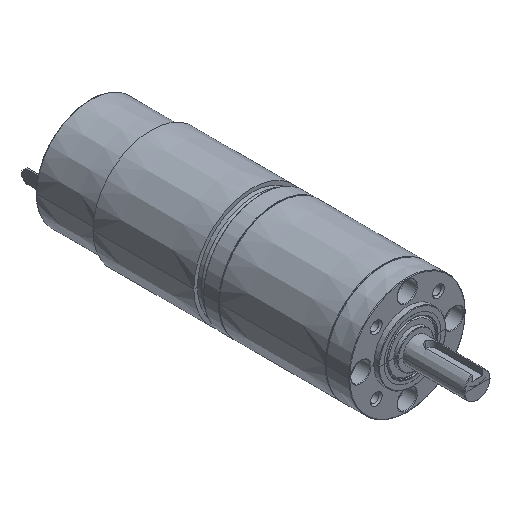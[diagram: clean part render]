
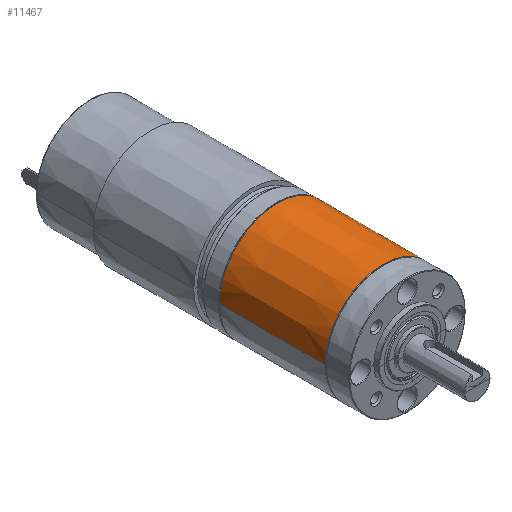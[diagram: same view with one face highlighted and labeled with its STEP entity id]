
A CAD part, isometric view. The second image highlights one B-rep face of the part: STEP entity #11467.
In plain terms, the highlighted conical face has half-angle 0.002 degrees and reference radius 22.499 mm.
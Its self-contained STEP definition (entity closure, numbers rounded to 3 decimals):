
#816 = DIRECTION ( 'NONE',  ( 0., -1., 0. ) ) ;
#2094 = ORIENTED_EDGE ( 'NONE', *, *, #5005, .F. ) ;
#3157 = CARTESIAN_POINT ( 'NONE',  ( 0.001, 36.301, 0. ) ) ;
#3532 = CARTESIAN_POINT ( 'NONE',  ( 22.5, 77.3, 0. ) ) ;
#5005 = EDGE_CURVE ( 'NONE', #13822, #22833, #11923, .T. ) ;
#5468 = CIRCLE ( 'NONE', #15061, 22.499 ) ;
#6317 = VECTOR ( 'NONE', #816, 1000. ) ;
#6752 = AXIS2_PLACEMENT_3D ( 'NONE', #14177, #21306, #7172 ) ;
#7172 = DIRECTION ( 'NONE',  ( 1., 0., 0. ) ) ;
#7754 = VERTEX_POINT ( 'NONE', #16007 ) ;
#8047 = CONICAL_SURFACE ( 'NONE', #12747, 22.499, 0. ) ;
#8498 = DIRECTION ( 'NONE',  ( 0., 1., 0. ) ) ;
#8838 = VERTEX_POINT ( 'NONE', #9995 ) ;
#9995 = CARTESIAN_POINT ( 'NONE',  ( -22.498, 36.401, 0. ) ) ;
#11340 = VECTOR ( 'NONE', #16448, 1000. ) ;
#11467 = ADVANCED_FACE ( 'NONE', ( #23010 ), #8047, .T. ) ;
#11898 = EDGE_LOOP ( 'NONE', ( #16416, #17007, #16442, #2094 ) ) ;
#11923 = LINE ( 'NONE', #12853, #11340 ) ;
#11945 = CARTESIAN_POINT ( 'NONE',  ( 0.001, 36.401, 0. ) ) ;
#12747 = AXIS2_PLACEMENT_3D ( 'NONE', #3157, #22920, #20947 ) ;
#12853 = CARTESIAN_POINT ( 'NONE',  ( 22.5, 36.3, 0. ) ) ;
#13010 = CIRCLE ( 'NONE', #6752, 22.498 ) ;
#13182 = CARTESIAN_POINT ( 'NONE',  ( -22.498, 36.301, 0. ) ) ;
#13822 = VERTEX_POINT ( 'NONE', #3532 ) ;
#14177 = CARTESIAN_POINT ( 'NONE',  ( 0.002, 77.301, 0. ) ) ;
#14251 = CARTESIAN_POINT ( 'NONE',  ( 22.5, 36.4, 0. ) ) ;
#15061 = AXIS2_PLACEMENT_3D ( 'NONE', #11945, #8498, #17392 ) ;
#15101 = EDGE_CURVE ( 'NONE', #7754, #8838, #23251, .T. ) ;
#16007 = CARTESIAN_POINT ( 'NONE',  ( -22.495, 77.301, 0. ) ) ;
#16416 = ORIENTED_EDGE ( 'NONE', *, *, #17362, .T. ) ;
#16442 = ORIENTED_EDGE ( 'NONE', *, *, #21173, .T. ) ;
#16448 = DIRECTION ( 'NONE',  ( 0., -1., 0. ) ) ;
#17007 = ORIENTED_EDGE ( 'NONE', *, *, #15101, .T. ) ;
#17362 = EDGE_CURVE ( 'NONE', #13822, #7754, #13010, .T. ) ;
#17392 = DIRECTION ( 'NONE',  ( -1., 0., 0. ) ) ;
#20947 = DIRECTION ( 'NONE',  ( 1., 0., 0. ) ) ;
#21173 = EDGE_CURVE ( 'NONE', #8838, #22833, #5468, .T. ) ;
#21306 = DIRECTION ( 'NONE',  ( 0., -1., 0. ) ) ;
#22833 = VERTEX_POINT ( 'NONE', #14251 ) ;
#22920 = DIRECTION ( 'NONE',  ( 0., -1., 0. ) ) ;
#23010 = FACE_OUTER_BOUND ( 'NONE', #11898, .T. ) ;
#23251 = LINE ( 'NONE', #13182, #6317 ) ;
